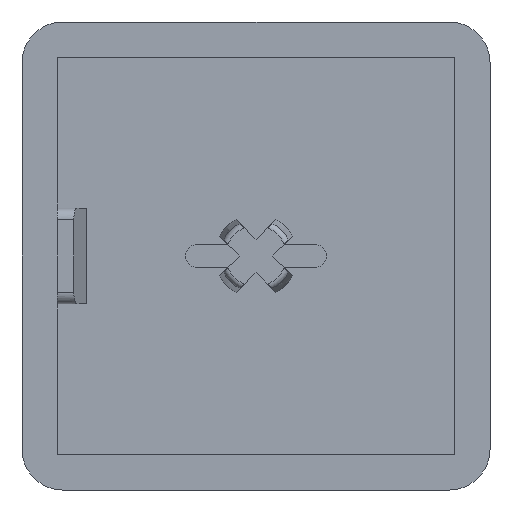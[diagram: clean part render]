
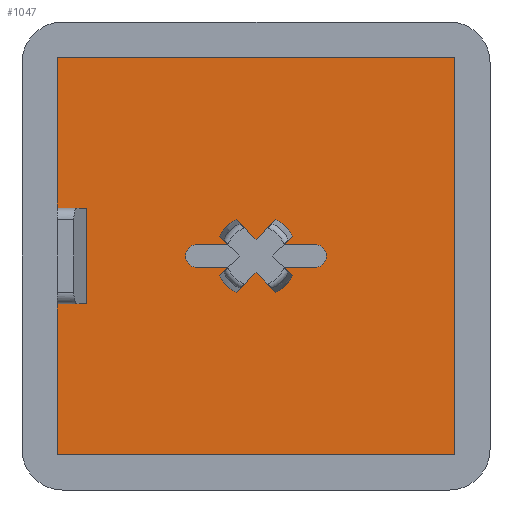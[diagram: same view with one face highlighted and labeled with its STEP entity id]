
A CAD part, front view. The second image highlights one B-rep face of the part: STEP entity #1047.
In plain terms, the highlighted planar face has unit normal (0, -1, 0).
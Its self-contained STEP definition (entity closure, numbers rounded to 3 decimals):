
#19=FACE_BOUND('',#156,.T.);
#28=PLANE('',#1143);
#95=FACE_OUTER_BOUND('',#155,.T.);
#155=EDGE_LOOP('',(#765,#766,#767,#768,#769,#770,#771,#772));
#156=EDGE_LOOP('',(#773,#774,#775,#776,#777,#778,#779,#780,#781,#782,#783,
#784,#785,#786,#787,#788,#789,#790));
#208=LINE('',#1646,#306);
#220=LINE('',#1677,#318);
#222=LINE('',#1682,#320);
#224=LINE('',#1686,#322);
#227=LINE('',#1691,#325);
#228=LINE('',#1693,#326);
#229=LINE('',#1695,#327);
#230=LINE('',#1696,#328);
#231=LINE('',#1698,#329);
#232=LINE('',#1700,#330);
#233=LINE('',#1704,#331);
#234=LINE('',#1705,#332);
#235=LINE('',#1707,#333);
#236=LINE('',#1708,#334);
#237=LINE('',#1710,#335);
#238=LINE('',#1712,#336);
#239=LINE('',#1716,#337);
#240=LINE('',#1718,#338);
#241=LINE('',#1722,#339);
#242=LINE('',#1723,#340);
#306=VECTOR('',#1264,1000.);
#318=VECTOR('',#1292,1000.);
#320=VECTOR('',#1296,1000.);
#322=VECTOR('',#1300,1000.);
#325=VECTOR('',#1305,1000.);
#326=VECTOR('',#1306,1000.);
#327=VECTOR('',#1307,1000.);
#328=VECTOR('',#1308,1000.);
#329=VECTOR('',#1309,1000.);
#330=VECTOR('',#1310,1000.);
#331=VECTOR('',#1313,1000.);
#332=VECTOR('',#1314,1000.);
#333=VECTOR('',#1315,1000.);
#334=VECTOR('',#1316,1000.);
#335=VECTOR('',#1317,1000.);
#336=VECTOR('',#1318,1000.);
#337=VECTOR('',#1321,1000.);
#338=VECTOR('',#1322,1000.);
#339=VECTOR('',#1325,1000.);
#340=VECTOR('',#1326,1000.);
#397=CIRCLE('',#1112,3.55);
#400=CIRCLE('',#1116,3.55);
#402=CIRCLE('',#1119,3.55);
#411=CIRCLE('',#1144,1.);
#412=CIRCLE('',#1145,1.);
#413=CIRCLE('',#1146,3.55);
#439=VERTEX_POINT('',#1513);
#440=VERTEX_POINT('',#1514);
#445=VERTEX_POINT('',#1525);
#446=VERTEX_POINT('',#1527);
#449=VERTEX_POINT('',#1534);
#450=VERTEX_POINT('',#1536);
#463=VERTEX_POINT('',#1642);
#465=VERTEX_POINT('',#1645);
#474=VERTEX_POINT('',#1671);
#476=VERTEX_POINT('',#1675);
#478=VERTEX_POINT('',#1681);
#479=VERTEX_POINT('',#1685);
#481=VERTEX_POINT('',#1692);
#482=VERTEX_POINT('',#1694);
#483=VERTEX_POINT('',#1697);
#484=VERTEX_POINT('',#1699);
#485=VERTEX_POINT('',#1701);
#486=VERTEX_POINT('',#1703);
#487=VERTEX_POINT('',#1706);
#488=VERTEX_POINT('',#1709);
#489=VERTEX_POINT('',#1711);
#490=VERTEX_POINT('',#1713);
#491=VERTEX_POINT('',#1715);
#492=VERTEX_POINT('',#1717);
#493=VERTEX_POINT('',#1719);
#494=VERTEX_POINT('',#1721);
#541=EDGE_CURVE('',#439,#440,#397,.F.);
#547=EDGE_CURVE('',#445,#446,#400,.F.);
#551=EDGE_CURVE('',#449,#450,#402,.F.);
#572=EDGE_CURVE('',#463,#465,#208,.T.);
#588=EDGE_CURVE('',#474,#476,#220,.T.);
#590=EDGE_CURVE('',#465,#478,#222,.T.);
#592=EDGE_CURVE('',#479,#476,#224,.T.);
#595=EDGE_CURVE('',#474,#463,#227,.T.);
#596=EDGE_CURVE('',#481,#479,#228,.T.);
#597=EDGE_CURVE('',#482,#481,#229,.T.);
#598=EDGE_CURVE('',#478,#482,#230,.T.);
#599=EDGE_CURVE('',#445,#483,#231,.T.);
#600=EDGE_CURVE('',#483,#484,#232,.T.);
#601=EDGE_CURVE('',#484,#485,#411,.T.);
#602=EDGE_CURVE('',#485,#486,#233,.T.);
#603=EDGE_CURVE('',#486,#440,#234,.T.);
#604=EDGE_CURVE('',#439,#487,#235,.T.);
#605=EDGE_CURVE('',#487,#450,#236,.T.);
#606=EDGE_CURVE('',#449,#488,#237,.T.);
#607=EDGE_CURVE('',#488,#489,#238,.T.);
#608=EDGE_CURVE('',#489,#490,#412,.T.);
#609=EDGE_CURVE('',#490,#491,#239,.T.);
#610=EDGE_CURVE('',#491,#492,#240,.T.);
#611=EDGE_CURVE('',#493,#492,#413,.F.);
#612=EDGE_CURVE('',#493,#494,#241,.T.);
#613=EDGE_CURVE('',#494,#446,#242,.T.);
#765=ORIENTED_EDGE('',*,*,#572,.F.);
#766=ORIENTED_EDGE('',*,*,#595,.F.);
#767=ORIENTED_EDGE('',*,*,#588,.T.);
#768=ORIENTED_EDGE('',*,*,#592,.F.);
#769=ORIENTED_EDGE('',*,*,#596,.F.);
#770=ORIENTED_EDGE('',*,*,#597,.F.);
#771=ORIENTED_EDGE('',*,*,#598,.F.);
#772=ORIENTED_EDGE('',*,*,#590,.F.);
#773=ORIENTED_EDGE('',*,*,#599,.T.);
#774=ORIENTED_EDGE('',*,*,#600,.T.);
#775=ORIENTED_EDGE('',*,*,#601,.T.);
#776=ORIENTED_EDGE('',*,*,#602,.T.);
#777=ORIENTED_EDGE('',*,*,#603,.T.);
#778=ORIENTED_EDGE('',*,*,#541,.F.);
#779=ORIENTED_EDGE('',*,*,#604,.T.);
#780=ORIENTED_EDGE('',*,*,#605,.T.);
#781=ORIENTED_EDGE('',*,*,#551,.F.);
#782=ORIENTED_EDGE('',*,*,#606,.T.);
#783=ORIENTED_EDGE('',*,*,#607,.T.);
#784=ORIENTED_EDGE('',*,*,#608,.T.);
#785=ORIENTED_EDGE('',*,*,#609,.T.);
#786=ORIENTED_EDGE('',*,*,#610,.T.);
#787=ORIENTED_EDGE('',*,*,#611,.F.);
#788=ORIENTED_EDGE('',*,*,#612,.T.);
#789=ORIENTED_EDGE('',*,*,#613,.T.);
#790=ORIENTED_EDGE('',*,*,#547,.F.);
#1047=ADVANCED_FACE('',(#95,#19),#28,.F.);
#1112=AXIS2_PLACEMENT_3D('',#1515,#1215,#1216);
#1116=AXIS2_PLACEMENT_3D('',#1528,#1226,#1227);
#1119=AXIS2_PLACEMENT_3D('',#1537,#1234,#1235);
#1143=AXIS2_PLACEMENT_3D('',#1690,#1303,#1304);
#1144=AXIS2_PLACEMENT_3D('',#1702,#1311,#1312);
#1145=AXIS2_PLACEMENT_3D('',#1714,#1319,#1320);
#1146=AXIS2_PLACEMENT_3D('',#1720,#1323,#1324);
#1215=DIRECTION('center_axis',(0.,1.,0.));
#1216=DIRECTION('ref_axis',(0.,0.,1.));
#1226=DIRECTION('center_axis',(0.,1.,0.));
#1227=DIRECTION('ref_axis',(0.,0.,1.));
#1234=DIRECTION('center_axis',(0.,1.,0.));
#1235=DIRECTION('ref_axis',(0.,0.,1.));
#1264=DIRECTION('',(-1.,0.,0.));
#1292=DIRECTION('',(-1.,0.,0.));
#1296=DIRECTION('',(0.,0.,1.));
#1300=DIRECTION('',(0.,0.,1.));
#1303=DIRECTION('center_axis',(0.,1.,0.));
#1304=DIRECTION('ref_axis',(0.,0.,1.));
#1305=DIRECTION('',(0.,0.,1.));
#1306=DIRECTION('',(-1.,0.,0.));
#1307=DIRECTION('',(0.,0.,-1.));
#1308=DIRECTION('',(1.,0.,0.));
#1309=DIRECTION('',(0.707,0.,0.707));
#1310=DIRECTION('',(-1.,0.,0.));
#1311=DIRECTION('center_axis',(0.,1.,0.));
#1312=DIRECTION('ref_axis',(1.,0.,0.));
#1313=DIRECTION('',(1.,0.,0.));
#1314=DIRECTION('',(-0.707,0.,0.707));
#1315=DIRECTION('',(0.707,0.,-0.707));
#1316=DIRECTION('',(0.707,0.,0.707));
#1317=DIRECTION('',(-0.707,0.,-0.707));
#1318=DIRECTION('',(1.,0.,0.));
#1319=DIRECTION('center_axis',(0.,1.,0.));
#1320=DIRECTION('ref_axis',(1.,0.,0.));
#1321=DIRECTION('',(-1.,0.,0.));
#1322=DIRECTION('',(0.707,0.,-0.707));
#1323=DIRECTION('center_axis',(0.,1.,0.));
#1324=DIRECTION('ref_axis',(0.,0.,1.));
#1325=DIRECTION('',(-0.707,0.,0.707));
#1326=DIRECTION('',(-0.707,0.,-0.707));
#1513=CARTESIAN_POINT('',(-1.701,-3.,3.116));
#1514=CARTESIAN_POINT('',(-3.116,-3.,1.701));
#1515=CARTESIAN_POINT('Origin',(0.,-3.,0.));
#1525=CARTESIAN_POINT('',(-3.116,-3.,-1.701));
#1527=CARTESIAN_POINT('',(-1.701,-3.,-3.116));
#1528=CARTESIAN_POINT('Origin',(0.,-3.,0.));
#1534=CARTESIAN_POINT('',(3.116,-3.,1.701));
#1536=CARTESIAN_POINT('',(1.701,-3.,3.116));
#1537=CARTESIAN_POINT('Origin',(0.,-3.,0.));
#1642=CARTESIAN_POINT('',(-14.5,-3.,4.1));
#1645=CARTESIAN_POINT('',(-17.,-3.,4.1));
#1646=CARTESIAN_POINT('',(-14.5,-3.,4.1));
#1671=CARTESIAN_POINT('',(-14.5,-3.,-4.1));
#1675=CARTESIAN_POINT('',(-17.,-3.,-4.1));
#1677=CARTESIAN_POINT('',(-14.5,-3.,-4.1));
#1681=CARTESIAN_POINT('',(-17.,-3.,17.));
#1682=CARTESIAN_POINT('',(-17.,-3.,-17.));
#1685=CARTESIAN_POINT('',(-17.,-3.,-17.));
#1686=CARTESIAN_POINT('',(-17.,-3.,-17.));
#1690=CARTESIAN_POINT('Origin',(0.,-3.,0.));
#1691=CARTESIAN_POINT('',(-14.5,-3.,-4.1));
#1692=CARTESIAN_POINT('',(17.,-3.,-17.));
#1693=CARTESIAN_POINT('',(17.,-3.,-17.));
#1694=CARTESIAN_POINT('',(17.,-3.,17.));
#1695=CARTESIAN_POINT('',(17.,-3.,17.));
#1696=CARTESIAN_POINT('',(-17.,-3.,17.));
#1697=CARTESIAN_POINT('',(-2.414,-3.,-1.));
#1698=CARTESIAN_POINT('',(-3.116,-3.,-1.701));
#1699=CARTESIAN_POINT('',(-5.,-3.,-1.));
#1700=CARTESIAN_POINT('',(5.,-3.,-1.));
#1701=CARTESIAN_POINT('',(-5.,-3.,1.));
#1702=CARTESIAN_POINT('Origin',(-5.,-3.,0.));
#1703=CARTESIAN_POINT('',(-2.414,-3.,1.));
#1704=CARTESIAN_POINT('',(-5.,-3.,1.));
#1705=CARTESIAN_POINT('',(-1.414,-3.,0.));
#1706=CARTESIAN_POINT('',(0.,-3.,1.414));
#1707=CARTESIAN_POINT('',(-1.701,-3.,3.116));
#1708=CARTESIAN_POINT('',(0.,-3.,1.414));
#1709=CARTESIAN_POINT('',(2.414,-3.,1.));
#1710=CARTESIAN_POINT('',(3.116,-3.,1.701));
#1711=CARTESIAN_POINT('',(5.,-3.,1.));
#1712=CARTESIAN_POINT('',(-5.,-3.,1.));
#1713=CARTESIAN_POINT('',(5.,-3.,-1.));
#1714=CARTESIAN_POINT('Origin',(5.,-3.,0.));
#1715=CARTESIAN_POINT('',(2.414,-3.,-1.));
#1716=CARTESIAN_POINT('',(5.,-3.,-1.));
#1717=CARTESIAN_POINT('',(3.116,-3.,-1.701));
#1718=CARTESIAN_POINT('',(1.414,-3.,0.));
#1719=CARTESIAN_POINT('',(1.701,-3.,-3.116));
#1720=CARTESIAN_POINT('Origin',(0.,-3.,0.));
#1721=CARTESIAN_POINT('',(0.,-3.,-1.414));
#1722=CARTESIAN_POINT('',(1.701,-3.,-3.116));
#1723=CARTESIAN_POINT('',(0.,-3.,-1.414));
